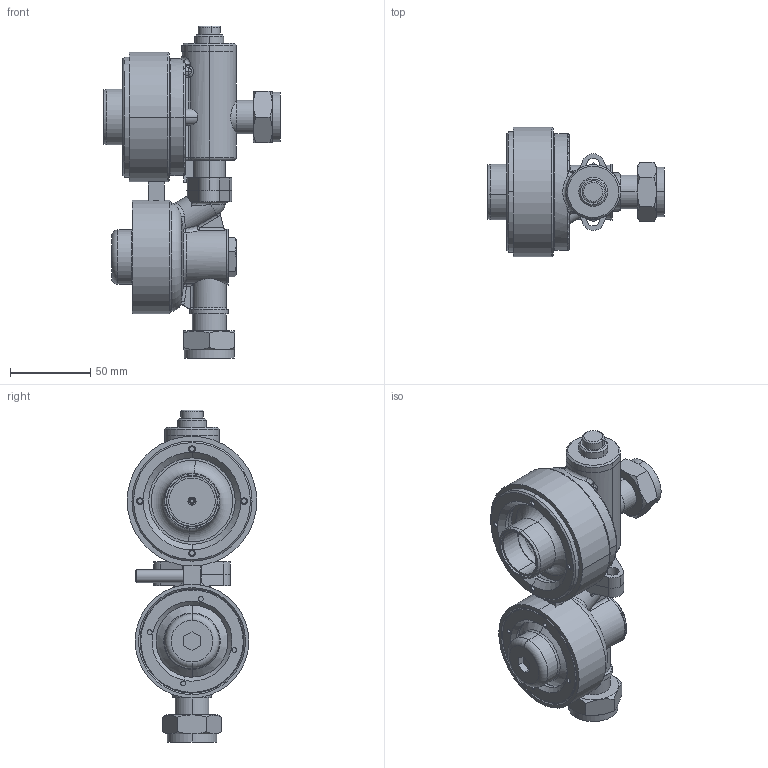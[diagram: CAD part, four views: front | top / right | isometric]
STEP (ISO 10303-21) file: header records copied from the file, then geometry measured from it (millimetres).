
FILE_DESCRIPTION (( 'STEP AP203' ), '1' );
FILE_NAME ('ÐÄÃÁ-6(Ðåãóëÿòîð äàâëåíèÿ) ACIS.STEP', '2019-10-22T11:06:55', ( '' ), ( '' ), 'SwSTEP 2.0', 'SolidWorks 2018', '' );
FILE_SCHEMA (( 'CONFIG_CONTROL_DESIGN' ));
Length unit declared in the file: millimetre
Products named in the file (1): ÐÄÃÁ-6(Ðåãóëÿòîð äàâëåíèÿ) ACIS
Bounding box: 110.5 x 81 x 207.4 mm (x, y, z)
Volume: 264121.7 mm3; surface area: 169104.3 mm2
Topology: 25 solids, 25 shells, 875 faces, 1980 edges, 1209 vertices
Faces by surface type: cylinder 367, plane 243, cone 138, torus 94, bspline 17, sphere 16
Entity records: 29851 total; most frequent: CARTESIAN_POINT 9733, DIRECTION 4530, ORIENTED_EDGE 3940, EDGE_CURVE 1970, AXIS2_PLACEMENT_3D 1905, VERTEX_POINT 1209, CIRCLE 1046, EDGE_LOOP 1025
